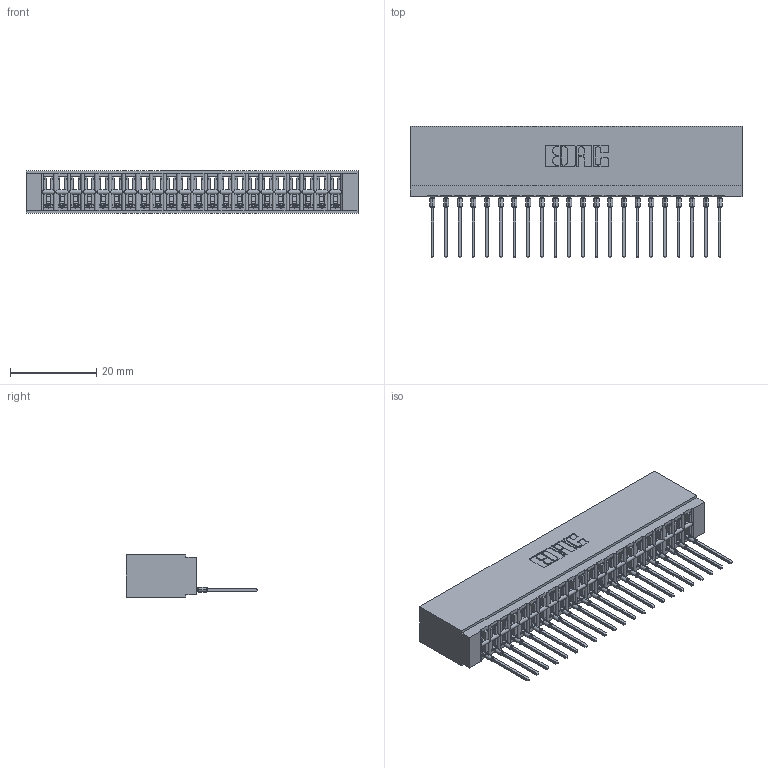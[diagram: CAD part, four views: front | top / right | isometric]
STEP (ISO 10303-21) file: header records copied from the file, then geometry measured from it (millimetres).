
FILE_DESCRIPTION (( 'STEP AP203' ), '1' );
FILE_NAME ('746-022-540-501.STEP', '2026-02-27T22:11:09', ( '' ), ( '' ), 'SwSTEP 2.0', 'SolidWorks 2023', '' );
FILE_SCHEMA (( 'CONFIG_CONTROL_DESIGN' ));
Length unit declared in the file: millimetre
Products named in the file (3): 746-292-001_540; 746 Part_.340 Slot Depth - 01; 746-022-540-501
Assembly tree (23 placements, depth 2):
  746-022-540-501
    746 Part_.340 Slot Depth - 01
    746-292-001_540  x22
Bounding box: 77.09 x 30.59 x 9.91 mm (x, y, z)
Volume: 8830.4 mm3; surface area: 11869.7 mm2
Topology: 23 solids, 23 shells, 2473 faces, 7017 edges, 4509 vertices
Faces by surface type: plane 1441, cylinder 460, bspline 440, torus 132
Entity records: 36065 total; most frequent: CARTESIAN_POINT 7463, ORIENTED_EDGE 6264, DIRECTION 5220, EDGE_CURVE 3132, LINE 2728, VECTOR 2728, VERTEX_POINT 2073, AXIS2_PLACEMENT_3D 1246
